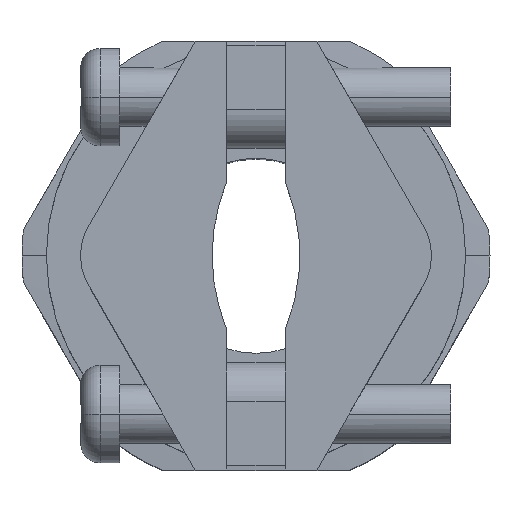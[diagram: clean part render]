
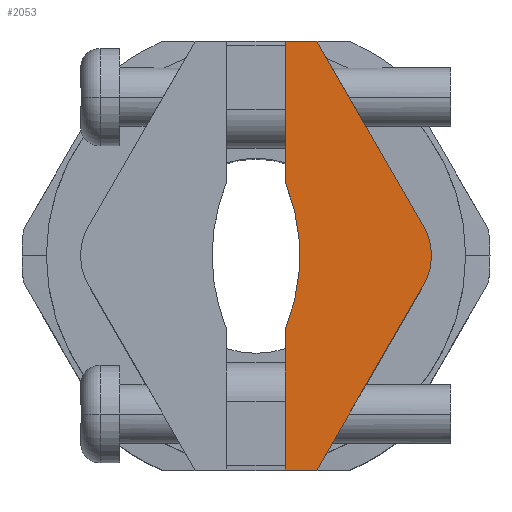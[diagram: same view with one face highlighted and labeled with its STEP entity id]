
A CAD part, top view. The second image highlights one B-rep face of the part: STEP entity #2053.
In plain terms, the highlighted planar face has unit normal (0, 0, 1).
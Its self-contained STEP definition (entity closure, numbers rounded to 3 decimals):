
#10 = LINE ( 'NONE', #85, #83 ) ;
#16 = CARTESIAN_POINT ( 'NONE',  ( 1.5, -3.8, 30.8 ) ) ;
#21 = CARTESIAN_POINT ( 'NONE',  ( 1.5, -6.177, 30.8 ) ) ;
#82 = DIRECTION ( 'NONE',  ( 0., 1., 0. ) ) ;
#83 = VECTOR ( 'NONE', #82, 1000. ) ;
#85 = CARTESIAN_POINT ( 'NONE',  ( 1.5, 3.8, 30.8 ) ) ;
#373 = CARTESIAN_POINT ( 'NONE',  ( 1.5, 11., 30.8 ) ) ;
#426 = VECTOR ( 'NONE', #474, 1000. ) ;
#459 = CARTESIAN_POINT ( 'NONE',  ( 1.5, 10.75, 30.8 ) ) ;
#473 = LINE ( 'NONE', #483, #525 ) ;
#474 = DIRECTION ( 'NONE',  ( 0., 1., 0. ) ) ;
#483 = CARTESIAN_POINT ( 'NONE',  ( 1.5, -3.8, 30.8 ) ) ;
#498 = DIRECTION ( 'NONE',  ( 0., 1., 0. ) ) ;
#499 = CARTESIAN_POINT ( 'NONE',  ( 1.5, 3.8, 30.8 ) ) ;
#501 = CARTESIAN_POINT ( 'NONE',  ( 1.5, 3.8, 30.8 ) ) ;
#503 = CARTESIAN_POINT ( 'NONE',  ( 1.5, 6.177, 30.8 ) ) ;
#523 = LINE ( 'NONE', #501, #426 ) ;
#525 = VECTOR ( 'NONE', #498, 1000. ) ;
#946 = DIRECTION ( 'NONE',  ( 0., 1., 0. ) ) ;
#947 = VECTOR ( 'NONE', #946, 1000. ) ;
#977 = CARTESIAN_POINT ( 'NONE',  ( 1.5, -3.8, 30.8 ) ) ;
#1080 = LINE ( 'NONE', #977, #947 ) ;
#1948 = EDGE_CURVE ( 'NONE', #2021, #2061, #3877, .T. ) ;
#1950 = EDGE_CURVE ( 'NONE', #2054, #2849, #3872, .T. ) ;
#1954 = EDGE_CURVE ( 'NONE', #3073, #2021, #3982, .T. ) ;
#1956 = EDGE_CURVE ( 'NONE', #2982, #3086, #3967, .T. ) ;
#1965 = VERTEX_POINT ( 'NONE', #3887 ) ;
#1973 = ORIENTED_EDGE ( 'NONE', *, *, #2058, .F. ) ;
#1974 = EDGE_CURVE ( 'NONE', #3093, #3092, #4150, .T. ) ;
#1975 = ORIENTED_EDGE ( 'NONE', *, *, #1954, .F. ) ;
#1976 = ORIENTED_EDGE ( 'NONE', *, *, #2749, .F. ) ;
#1988 = EDGE_LOOP ( 'NONE', ( #2163, #1973, #2015, #2087, #1975, #2158, #2050, #2019, #2154, #2025, #2068, #1976 ) ) ;
#1999 = EDGE_CURVE ( 'NONE', #2061, #1965, #4199, .T. ) ;
#2015 = ORIENTED_EDGE ( 'NONE', *, *, #1999, .F. ) ;
#2019 = ORIENTED_EDGE ( 'NONE', *, *, #2944, .F. ) ;
#2021 = VERTEX_POINT ( 'NONE', #4197 ) ;
#2025 = ORIENTED_EDGE ( 'NONE', *, *, #3095, .F. ) ;
#2049 = EDGE_CURVE ( 'NONE', #2918, #2981, #4106, .T. ) ;
#2050 = ORIENTED_EDGE ( 'NONE', *, *, #1974, .F. ) ;
#2053 = ADVANCED_FACE ( 'NONE', ( #4126 ), #4111, .T. ) ;
#2054 = VERTEX_POINT ( 'NONE', #4174 ) ;
#2058 = EDGE_CURVE ( 'NONE', #1965, #2054, #4020, .T. ) ;
#2061 = VERTEX_POINT ( 'NONE', #4024 ) ;
#2068 = ORIENTED_EDGE ( 'NONE', *, *, #2049, .F. ) ;
#2087 = ORIENTED_EDGE ( 'NONE', *, *, #1948, .F. ) ;
#2154 = ORIENTED_EDGE ( 'NONE', *, *, #1956, .F. ) ;
#2158 = ORIENTED_EDGE ( 'NONE', *, *, #3094, .F. ) ;
#2163 = ORIENTED_EDGE ( 'NONE', *, *, #1950, .F. ) ;
#2749 = EDGE_CURVE ( 'NONE', #2849, #2918, #1080, .T. ) ;
#2849 = VERTEX_POINT ( 'NONE', #4712 ) ;
#2918 = VERTEX_POINT ( 'NONE', #4752 ) ;
#2944 = EDGE_CURVE ( 'NONE', #3086, #3093, #10, .T. ) ;
#2981 = VERTEX_POINT ( 'NONE', #21 ) ;
#2982 = VERTEX_POINT ( 'NONE', #16 ) ;
#3073 = VERTEX_POINT ( 'NONE', #373 ) ;
#3086 = VERTEX_POINT ( 'NONE', #499 ) ;
#3092 = VERTEX_POINT ( 'NONE', #459 ) ;
#3093 = VERTEX_POINT ( 'NONE', #503 ) ;
#3094 = EDGE_CURVE ( 'NONE', #3092, #3073, #523, .T. ) ;
#3095 = EDGE_CURVE ( 'NONE', #2981, #2982, #473, .T. ) ;
#3859 = DIRECTION ( 'NONE',  ( -1., 0., 0. ) ) ;
#3860 = DIRECTION ( 'NONE',  ( 0., 0., 1. ) ) ;
#3861 = CARTESIAN_POINT ( 'NONE',  ( -7.75, 0., 30.8 ) ) ;
#3866 = DIRECTION ( 'NONE',  ( 1., 0., 0. ) ) ;
#3867 = VECTOR ( 'NONE', #3866, 1000. ) ;
#3869 = DIRECTION ( 'NONE',  ( -1., 0., 0. ) ) ;
#3870 = VECTOR ( 'NONE', #3869, 1000. ) ;
#3871 = CARTESIAN_POINT ( 'NONE',  ( 1.5, -11., 30.8 ) ) ;
#3872 = LINE ( 'NONE', #3871, #3870 ) ;
#3874 = DIRECTION ( 'NONE',  ( 0.5, -0.866, 0. ) ) ;
#3875 = VECTOR ( 'NONE', #3874, 1000. ) ;
#3876 = CARTESIAN_POINT ( 'NONE',  ( 3.113, 11., 30.8 ) ) ;
#3877 = LINE ( 'NONE', #3876, #3875 ) ;
#3887 = CARTESIAN_POINT ( 'NONE',  ( 8.598, -1.5, 30.8 ) ) ;
#3923 = AXIS2_PLACEMENT_3D ( 'NONE', #3861, #3860, #3859 ) ;
#3967 = CIRCLE ( 'NONE', #3923, 10. ) ;
#3968 = CARTESIAN_POINT ( 'NONE',  ( 1.5, 11., 30.8 ) ) ;
#3982 = LINE ( 'NONE', #3968, #3867 ) ;
#4016 = DIRECTION ( 'NONE',  ( -0.5, -0.866, 0. ) ) ;
#4017 = VECTOR ( 'NONE', #4016, 1000. ) ;
#4018 = CARTESIAN_POINT ( 'NONE',  ( 3.113, -11., 30.8 ) ) ;
#4020 = LINE ( 'NONE', #4018, #4017 ) ;
#4022 = DIRECTION ( 'NONE',  ( -1., 0., 0. ) ) ;
#4023 = DIRECTION ( 'NONE',  ( 0., 0., 1. ) ) ;
#4024 = CARTESIAN_POINT ( 'NONE',  ( 8.598, 1.5, 30.8 ) ) ;
#4102 = DIRECTION ( 'NONE',  ( 0., 1., 0. ) ) ;
#4103 = VECTOR ( 'NONE', #4102, 1000. ) ;
#4104 = CARTESIAN_POINT ( 'NONE',  ( 1.5, -3.8, 30.8 ) ) ;
#4106 = LINE ( 'NONE', #4104, #4103 ) ;
#4107 = CARTESIAN_POINT ( 'NONE',  ( 6., 0., 30.8 ) ) ;
#4111 = PLANE ( 'NONE',  #4121 ) ;
#4121 = AXIS2_PLACEMENT_3D ( 'NONE', #4107, #4023, #4022 ) ;
#4126 = FACE_OUTER_BOUND ( 'NONE', #1988, .T. ) ;
#4147 = DIRECTION ( 'NONE',  ( 0., 1., 0. ) ) ;
#4148 = VECTOR ( 'NONE', #4147, 1000. ) ;
#4149 = CARTESIAN_POINT ( 'NONE',  ( 1.5, 3.8, 30.8 ) ) ;
#4150 = LINE ( 'NONE', #4149, #4148 ) ;
#4174 = CARTESIAN_POINT ( 'NONE',  ( 3.113, -11., 30.8 ) ) ;
#4194 = DIRECTION ( 'NONE',  ( -1., 0., 0. ) ) ;
#4195 = DIRECTION ( 'NONE',  ( 0., 0., -1. ) ) ;
#4196 = CARTESIAN_POINT ( 'NONE',  ( 6., 0., 30.8 ) ) ;
#4197 = CARTESIAN_POINT ( 'NONE',  ( 3.113, 11., 30.8 ) ) ;
#4199 = CIRCLE ( 'NONE', #4206, 3. ) ;
#4206 = AXIS2_PLACEMENT_3D ( 'NONE', #4196, #4195, #4194 ) ;
#4712 = CARTESIAN_POINT ( 'NONE',  ( 1.5, -11., 30.8 ) ) ;
#4752 = CARTESIAN_POINT ( 'NONE',  ( 1.5, -10.75, 30.8 ) ) ;
